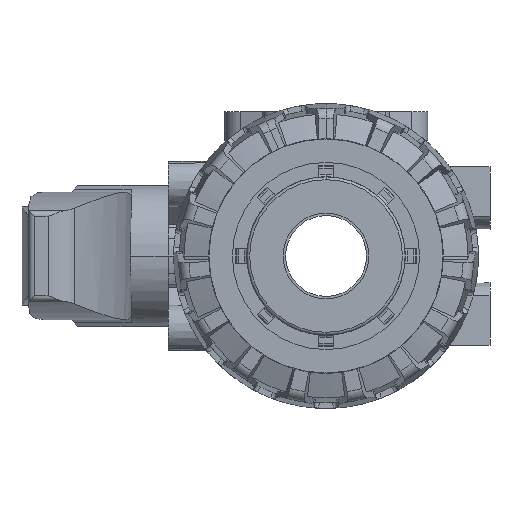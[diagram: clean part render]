
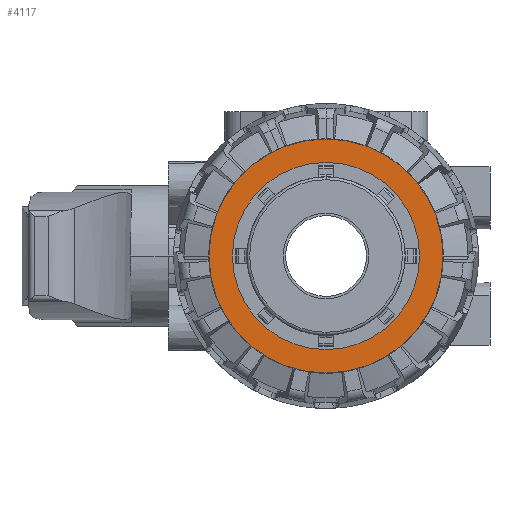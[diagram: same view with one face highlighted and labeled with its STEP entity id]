
A CAD part, left-side view. The second image highlights one B-rep face of the part: STEP entity #4117.
In plain terms, the highlighted planar face has unit normal (-1, 0, 0).
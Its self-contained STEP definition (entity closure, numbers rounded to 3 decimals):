
#4117=ADVANCED_FACE('',(#8412,#8413),#8414,.T.);
#8412=FACE_BOUND('',#12996,.T.);
#8413=FACE_OUTER_BOUND('',#12997,.T.);
#8414=PLANE('',#12998);
#12996=EDGE_LOOP('',(#25736,#25737));
#12997=EDGE_LOOP('',(#25738,#25739));
#12998=AXIS2_PLACEMENT_3D('',#25740,#25741,#25742);
#25736=ORIENTED_EDGE('',*,*,#30623,.T.);
#25737=ORIENTED_EDGE('',*,*,#31621,.T.);
#25738=ORIENTED_EDGE('',*,*,#32091,.T.);
#25739=ORIENTED_EDGE('',*,*,#30566,.T.);
#25740=CARTESIAN_POINT('',(-41.9,-10.35,0.));
#25741=DIRECTION('',(-1.0,0.0,0.0));
#25742=DIRECTION('',(0.0,1.0,0.));
#30566=EDGE_CURVE('',#37569,#37567,#37570,.T.);
#30623=EDGE_CURVE('',#37668,#37672,#37674,.T.);
#31621=EDGE_CURVE('',#37672,#37668,#39118,.T.);
#32091=EDGE_CURVE('',#37567,#37569,#39835,.T.);
#37567=VERTEX_POINT('',#50511);
#37569=VERTEX_POINT('',#50514);
#37570=CIRCLE('',#50515,20.7);
#37668=VERTEX_POINT('',#50649);
#37672=VERTEX_POINT('',#50654);
#37674=CIRCLE('',#50657,16.55);
#39118=CIRCLE('',#53803,16.55);
#39835=CIRCLE('',#55702,20.7);
#50511=CARTESIAN_POINT('',(-41.9,-20.7,0.));
#50514=CARTESIAN_POINT('',(-41.9,20.7,0.));
#50515=AXIS2_PLACEMENT_3D('',#61926,#61927,#61928);
#50649=CARTESIAN_POINT('',(-41.9,-16.55,0.));
#50654=CARTESIAN_POINT('',(-41.9,16.55,0.));
#50657=AXIS2_PLACEMENT_3D('',#62054,#62055,#62056);
#53803=AXIS2_PLACEMENT_3D('',#63094,#63095,#63096);
#55702=AXIS2_PLACEMENT_3D('',#63550,#63551,#63552);
#61926=CARTESIAN_POINT('',(-41.9,0.0,0.0));
#61927=DIRECTION('',(-1.0,0.0,0.0));
#61928=DIRECTION('',(0.0,-1.0,0.));
#62054=CARTESIAN_POINT('',(-41.9,0.0,0.0));
#62055=DIRECTION('',(1.0,0.,0.));
#62056=DIRECTION('',(0.,-1.0,0.));
#63094=CARTESIAN_POINT('',(-41.9,0.0,0.0));
#63095=DIRECTION('',(1.0,0.,0.));
#63096=DIRECTION('',(0.,-1.0,0.));
#63550=CARTESIAN_POINT('',(-41.9,0.0,0.0));
#63551=DIRECTION('',(-1.0,0.0,0.0));
#63552=DIRECTION('',(0.0,-1.0,0.));
